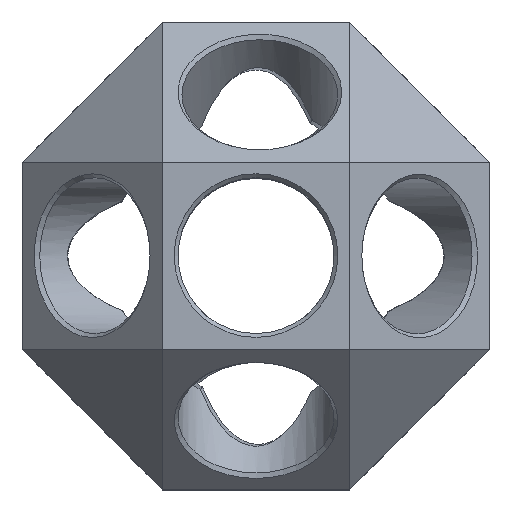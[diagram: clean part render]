
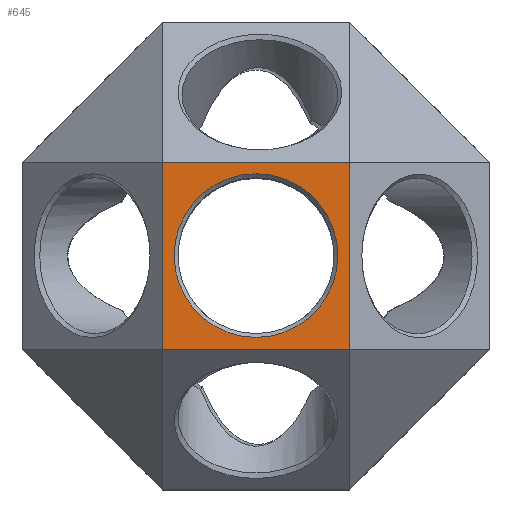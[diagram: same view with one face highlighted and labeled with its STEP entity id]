
A CAD part, top view. The second image highlights one B-rep face of the part: STEP entity #645.
In plain terms, the highlighted planar face has unit normal (0, 0, 1).
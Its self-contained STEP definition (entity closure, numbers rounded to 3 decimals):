
#193 = VERTEX_POINT('',#194);
#194 = CARTESIAN_POINT('',(18.,18.,60.));
#202 = VERTEX_POINT('',#203);
#203 = CARTESIAN_POINT('',(18.,42.,60.));
#209 = EDGE_CURVE('',#193,#202,#210,.T.);
#210 = LINE('',#211,#212);
#211 = CARTESIAN_POINT('',(18.,0.,60.));
#212 = VECTOR('',#213,1.);
#213 = DIRECTION('',(0.,1.,0.));
#645 = ADVANCED_FACE('',(#646,#657),#682,.T.);
#646 = FACE_BOUND('',#647,.T.);
#647 = EDGE_LOOP('',(#648));
#648 = ORIENTED_EDGE('',*,*,#649,.F.);
#649 = EDGE_CURVE('',#650,#650,#652,.T.);
#650 = VERTEX_POINT('',#651);
#651 = CARTESIAN_POINT('',(40.5,30.,60.));
#652 = CIRCLE('',#653,10.5);
#653 = AXIS2_PLACEMENT_3D('',#654,#655,#656);
#654 = CARTESIAN_POINT('',(30.,30.,60.));
#655 = DIRECTION('',(0.,0.,1.));
#656 = DIRECTION('',(1.,0.,-0.));
#657 = FACE_BOUND('',#658,.T.);
#658 = EDGE_LOOP('',(#659,#660,#668,#676));
#659 = ORIENTED_EDGE('',*,*,#209,.F.);
#660 = ORIENTED_EDGE('',*,*,#661,.T.);
#661 = EDGE_CURVE('',#193,#662,#664,.T.);
#662 = VERTEX_POINT('',#663);
#663 = CARTESIAN_POINT('',(42.,18.,60.));
#664 = LINE('',#665,#666);
#665 = CARTESIAN_POINT('',(0.,18.,60.));
#666 = VECTOR('',#667,1.);
#667 = DIRECTION('',(1.,0.,0.));
#668 = ORIENTED_EDGE('',*,*,#669,.T.);
#669 = EDGE_CURVE('',#662,#670,#672,.T.);
#670 = VERTEX_POINT('',#671);
#671 = CARTESIAN_POINT('',(42.,42.,60.));
#672 = LINE('',#673,#674);
#673 = CARTESIAN_POINT('',(42.,0.,60.));
#674 = VECTOR('',#675,1.);
#675 = DIRECTION('',(0.,1.,0.));
#676 = ORIENTED_EDGE('',*,*,#677,.F.);
#677 = EDGE_CURVE('',#202,#670,#678,.T.);
#678 = LINE('',#679,#680);
#679 = CARTESIAN_POINT('',(0.,42.,60.));
#680 = VECTOR('',#681,1.);
#681 = DIRECTION('',(1.,0.,0.));
#682 = PLANE('',#683);
#683 = AXIS2_PLACEMENT_3D('',#684,#685,#686);
#684 = CARTESIAN_POINT('',(0.,0.,60.));
#685 = DIRECTION('',(0.,0.,1.));
#686 = DIRECTION('',(1.,0.,0.));
